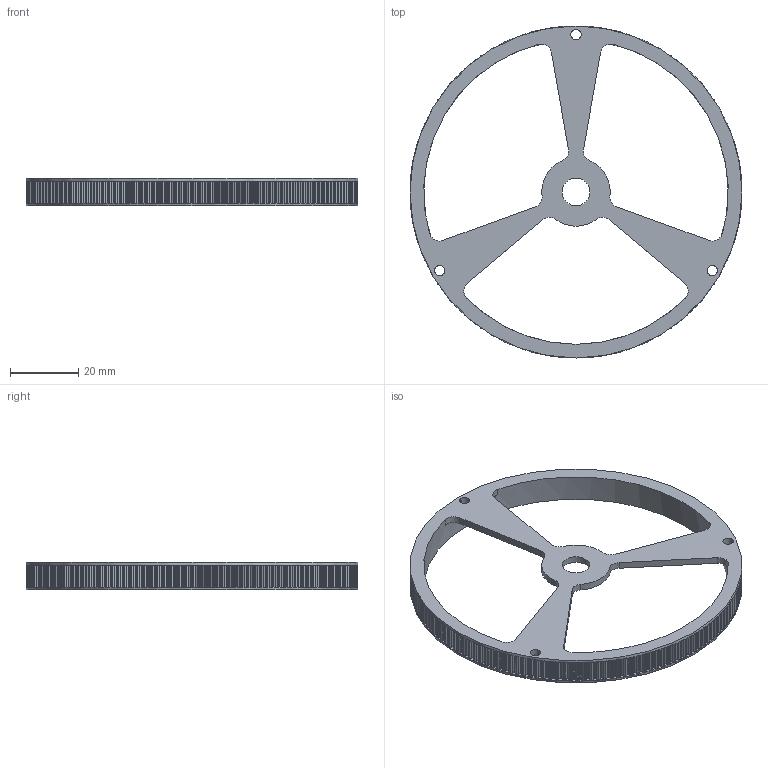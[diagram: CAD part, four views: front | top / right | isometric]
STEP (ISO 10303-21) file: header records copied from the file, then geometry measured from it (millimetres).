
FILE_DESCRIPTION(/* description */ (''),/* implementation_level */ '2;1');
FILE_NAME(/* name */ '30_Cube_Insert_Filter_Revolver_Wheel_Lid_2_v3.ipt.step',/* time_stamp */ '2022-11-29T08:17:10+01:00',/* author */ ('diederichbenedict'),/* organization */ (''),/* preprocessor_version */ 'ST-DEVELOPER v18.1',/* originating_system */ 'Autodesk Inventor 2022',/* authorisation */ '');
FILE_SCHEMA (('AUTOMOTIVE_DESIGN { 1 0 10303 214 3 1 1 }'));
Length unit declared in the file: millimetre
Products named in the file (1): 30_Cube_Insert_Filter_Revolver_Wheel_Lid_2_v3
Bounding box: 97 x 97 x 8 mm (x, y, z)
Volume: 10738.9 mm3; surface area: 11744.2 mm2
Topology: 1 solids, 1 shells, 1385 faces, 3711 edges, 2470 vertices
Faces by surface type: plane 762, cylinder 623
Full cylindrical faces by diameter (mm): 8.1 x1, 97 x1
Entity records: 43946 total; most frequent: DIRECTION 8041, CARTESIAN_POINT 7570, ORIENTED_EDGE 7428, EDGE_CURVE 3714, AXIS2_PLACEMENT_3D 2941, VERTEX_POINT 2470, LINE 2159, VECTOR 2159
